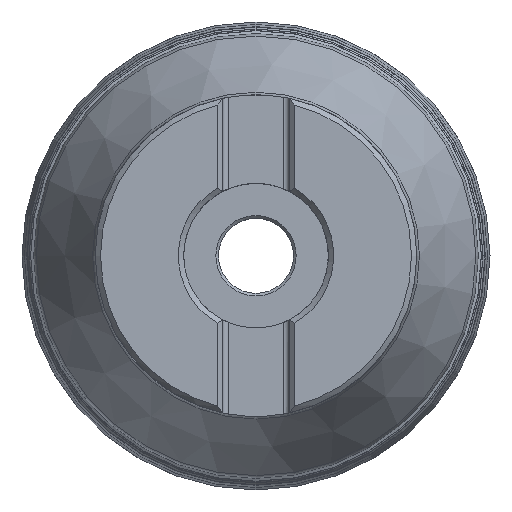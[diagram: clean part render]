
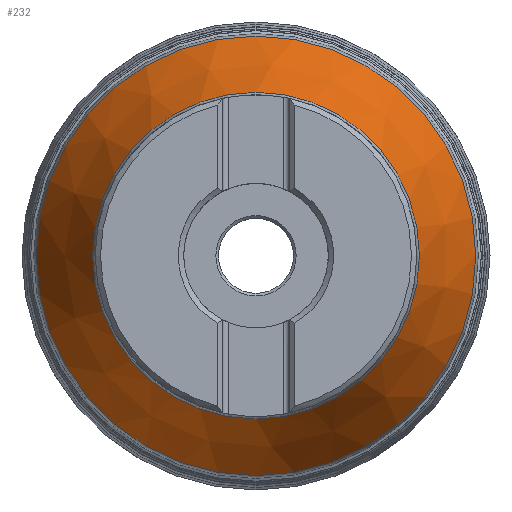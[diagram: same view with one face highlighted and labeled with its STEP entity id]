
A CAD part, top view. The second image highlights one B-rep face of the part: STEP entity #232.
In plain terms, the highlighted conical face has half-angle 25.367 degrees and reference radius 41.486 mm.
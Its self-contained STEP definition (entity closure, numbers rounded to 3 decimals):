
#164=CONICAL_SURFACE('',#1458,41.486,25.367);
#232=ADVANCED_FACE('',(#559,#560),#164,.T.);
#559=FACE_BOUND('',#721,.T.);
#560=FACE_BOUND('',#722,.T.);
#721=EDGE_LOOP('',(#907));
#722=EDGE_LOOP('',(#908));
#907=ORIENTED_EDGE('',*,*,#1226,.T.);
#908=ORIENTED_EDGE('',*,*,#1227,.T.);
#1115=VERTEX_POINT('',#2396);
#1116=VERTEX_POINT('',#2398);
#1226=EDGE_CURVE('',#1115,#1115,#1353,.T.);
#1227=EDGE_CURVE('',#1116,#1116,#1354,.T.);
#1353=CIRCLE('',#1456,30.482);
#1354=CIRCLE('',#1457,41.004);
#1456=AXIS2_PLACEMENT_3D('',#2395,#1732,#1733);
#1457=AXIS2_PLACEMENT_3D('',#2397,#1734,#1735);
#1458=AXIS2_PLACEMENT_3D('',#2399,#1736,#1737);
#1732=DIRECTION('',(0.,0.,-1.));
#1733=DIRECTION('',(-1.,0.,0.));
#1734=DIRECTION('',(0.,0.,1.));
#1735=DIRECTION('',(1.,0.,0.));
#1736=DIRECTION('',(0.,0.,-1.));
#1737=DIRECTION('',(-1.,0.,0.));
#2395=CARTESIAN_POINT('',(0.,0.,-12.017));
#2396=CARTESIAN_POINT('',(-30.482,0.,-12.017));
#2397=CARTESIAN_POINT('',(0.,0.,-34.209));
#2398=CARTESIAN_POINT('',(41.004,0.,-34.209));
#2399=CARTESIAN_POINT('',(0.,0.,-35.226));
